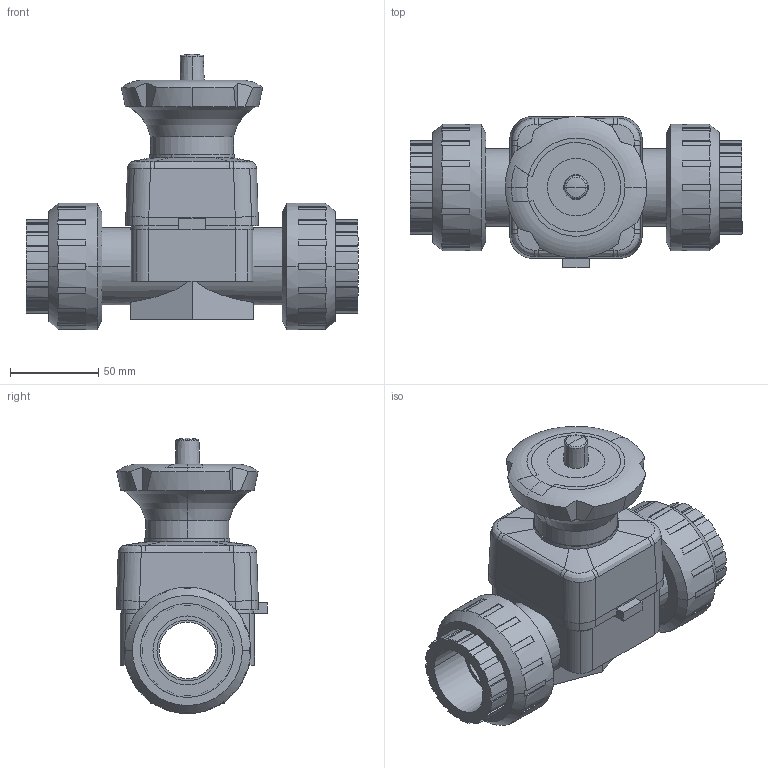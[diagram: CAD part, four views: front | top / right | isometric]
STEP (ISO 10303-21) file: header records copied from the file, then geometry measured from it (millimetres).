
FILE_DESCRIPTION(('STEP AP214'),'1');
FILE_NAME('dkufv114e.stp','2017-04-07T15:22:37',('TraceParts'),('TraceParts S.A.'),'Spatial InterOp 3D',' ',' ');
FILE_SCHEMA(('automotive_design'));
Length unit declared in the file: millimetre
Products named in the file (8): dkufv114e_1; dkufv114e_2; dkufv114e_3; dkufv114e_4; dkufv114e_5; dkufv114e_6; dkufv114e_7; dkufv114e_8
Bounding box: 187.8 x 85.4 x 155.7 mm (x, y, z)
Volume: 718152.1 mm3; surface area: 142977.8 mm2
Topology: 8 solids, 8 shells, 482 faces, 1319 edges, 863 vertices
Faces by surface type: plane 277, cylinder 155, bspline 26, cone 16, torus 8
Entity records: 20841 total; most frequent: CARTESIAN_POINT 4478, DIRECTION 2636, ORIENTED_EDGE 2634, EDGE_CURVE 1317, AXIS2_PLACEMENT_3D 981, VERTEX_POINT 863, LINE 674, VECTOR 674
